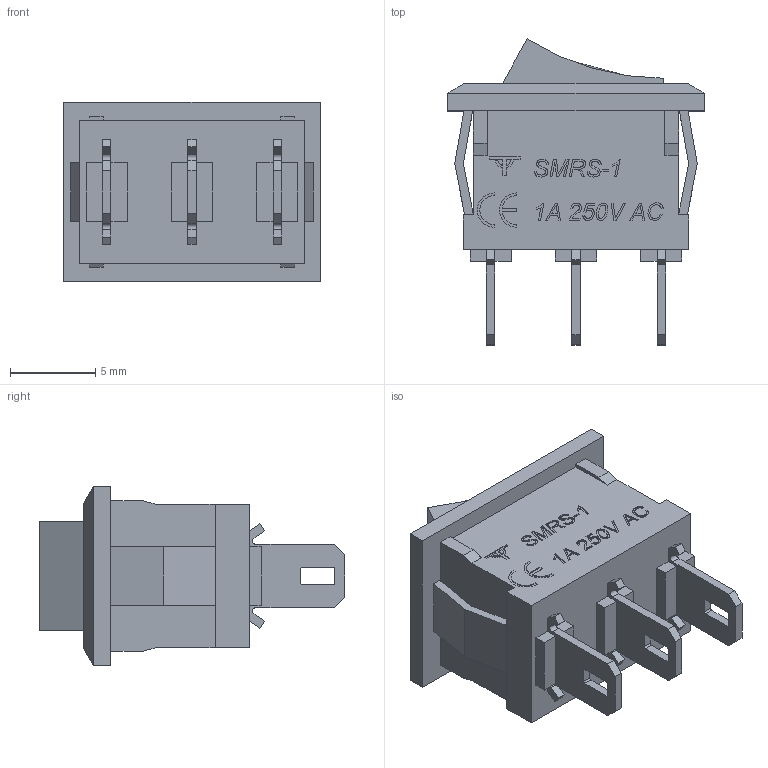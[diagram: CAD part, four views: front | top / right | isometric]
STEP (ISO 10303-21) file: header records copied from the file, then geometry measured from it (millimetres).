
FILE_DESCRIPTION (( 'STEP AP203' ), '1' );
FILE_NAME ('Âûêëþ÷àòåëü SMRS-1.step', '2016-09-01T04:35:35', ( 'Ðîìàí' ), ( '' ), 'SwSTEP 2.0', 'SolidWorks 2016', '' );
FILE_SCHEMA (( 'CONFIG_CONTROL_DESIGN' ));
Length unit declared in the file: millimetre
Products named in the file (1): Âûêëþ÷àòåëü SMRS-1
Bounding box: 15 x 17.9 x 10.5 mm (x, y, z)
Volume: 1198.5 mm3; surface area: 1139 mm2
Topology: 1 solids, 1 shells, 408 faces, 1106 edges, 734 vertices
Faces by surface type: plane 266, bspline 111, cylinder 31
Entity records: 17727 total; most frequent: CARTESIAN_POINT 8054, ORIENTED_EDGE 2212, DIRECTION 1536, EDGE_CURVE 1106, LINE 820, VECTOR 820, VERTEX_POINT 734, EDGE_LOOP 452
